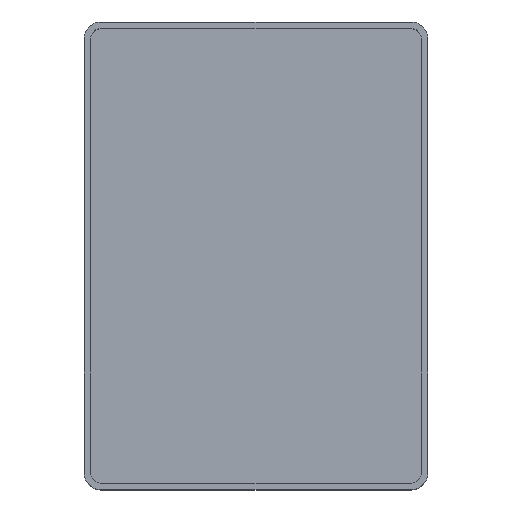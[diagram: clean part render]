
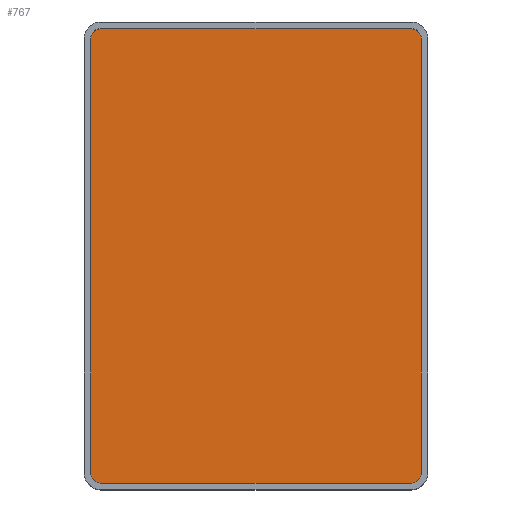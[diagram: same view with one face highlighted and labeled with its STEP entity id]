
A CAD part, top view. The second image highlights one B-rep face of the part: STEP entity #767.
In plain terms, the highlighted planar face has unit normal (0, 0, 1).
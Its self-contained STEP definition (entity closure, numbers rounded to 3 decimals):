
#496 = VERTEX_POINT('',#497);
#497 = CARTESIAN_POINT('',(-37.6,55.,2.));
#503 = EDGE_CURVE('',#496,#504,#506,.T.);
#504 = VERTEX_POINT('',#505);
#505 = CARTESIAN_POINT('',(-40.,52.6,2.));
#506 = CIRCLE('',#507,2.4);
#507 = AXIS2_PLACEMENT_3D('',#508,#509,#510);
#508 = CARTESIAN_POINT('',(-37.6,52.6,2.));
#509 = DIRECTION('',(0.,0.,1.));
#510 = DIRECTION('',(1.,0.,-0.));
#528 = VERTEX_POINT('',#529);
#529 = CARTESIAN_POINT('',(-40.,-52.6,2.));
#535 = EDGE_CURVE('',#528,#504,#536,.T.);
#536 = LINE('',#537,#538);
#537 = CARTESIAN_POINT('',(-40.,-52.6,2.));
#538 = VECTOR('',#539,1.);
#539 = DIRECTION('',(0.,1.,0.));
#552 = EDGE_CURVE('',#528,#553,#555,.T.);
#553 = VERTEX_POINT('',#554);
#554 = CARTESIAN_POINT('',(-37.6,-55.,2.));
#555 = CIRCLE('',#556,2.4);
#556 = AXIS2_PLACEMENT_3D('',#557,#558,#559);
#557 = CARTESIAN_POINT('',(-37.6,-52.6,2.));
#558 = DIRECTION('',(0.,0.,1.));
#559 = DIRECTION('',(1.,0.,-0.));
#577 = VERTEX_POINT('',#578);
#578 = CARTESIAN_POINT('',(37.6,-55.,2.));
#584 = EDGE_CURVE('',#577,#553,#585,.T.);
#585 = LINE('',#586,#587);
#586 = CARTESIAN_POINT('',(37.6,-55.,2.));
#587 = VECTOR('',#588,1.);
#588 = DIRECTION('',(-1.,0.,0.));
#601 = EDGE_CURVE('',#577,#602,#604,.T.);
#602 = VERTEX_POINT('',#603);
#603 = CARTESIAN_POINT('',(40.,-52.6,2.));
#604 = CIRCLE('',#605,2.4);
#605 = AXIS2_PLACEMENT_3D('',#606,#607,#608);
#606 = CARTESIAN_POINT('',(37.6,-52.6,2.));
#607 = DIRECTION('',(0.,0.,1.));
#608 = DIRECTION('',(1.,0.,-0.));
#626 = VERTEX_POINT('',#627);
#627 = CARTESIAN_POINT('',(40.,52.6,2.));
#633 = EDGE_CURVE('',#626,#602,#634,.T.);
#634 = LINE('',#635,#636);
#635 = CARTESIAN_POINT('',(40.,52.6,2.));
#636 = VECTOR('',#637,1.);
#637 = DIRECTION('',(0.,-1.,0.));
#650 = EDGE_CURVE('',#626,#651,#653,.T.);
#651 = VERTEX_POINT('',#652);
#652 = CARTESIAN_POINT('',(37.6,55.,2.));
#653 = CIRCLE('',#654,2.4);
#654 = AXIS2_PLACEMENT_3D('',#655,#656,#657);
#655 = CARTESIAN_POINT('',(37.6,52.6,2.));
#656 = DIRECTION('',(0.,0.,1.));
#657 = DIRECTION('',(1.,0.,-0.));
#675 = EDGE_CURVE('',#496,#651,#676,.T.);
#676 = LINE('',#677,#678);
#677 = CARTESIAN_POINT('',(-37.6,55.,2.));
#678 = VECTOR('',#679,1.);
#679 = DIRECTION('',(1.,0.,0.));
#767 = ADVANCED_FACE('',(#768),#778,.T.);
#768 = FACE_BOUND('',#769,.T.);
#769 = EDGE_LOOP('',(#770,#771,#772,#773,#774,#775,#776,#777));
#770 = ORIENTED_EDGE('',*,*,#503,.T.);
#771 = ORIENTED_EDGE('',*,*,#535,.F.);
#772 = ORIENTED_EDGE('',*,*,#552,.T.);
#773 = ORIENTED_EDGE('',*,*,#584,.F.);
#774 = ORIENTED_EDGE('',*,*,#601,.T.);
#775 = ORIENTED_EDGE('',*,*,#633,.F.);
#776 = ORIENTED_EDGE('',*,*,#650,.T.);
#777 = ORIENTED_EDGE('',*,*,#675,.F.);
#778 = PLANE('',#779);
#779 = AXIS2_PLACEMENT_3D('',#780,#781,#782);
#780 = CARTESIAN_POINT('',(0.,0.,2.));
#781 = DIRECTION('',(0.,0.,1.));
#782 = DIRECTION('',(1.,0.,-0.));
